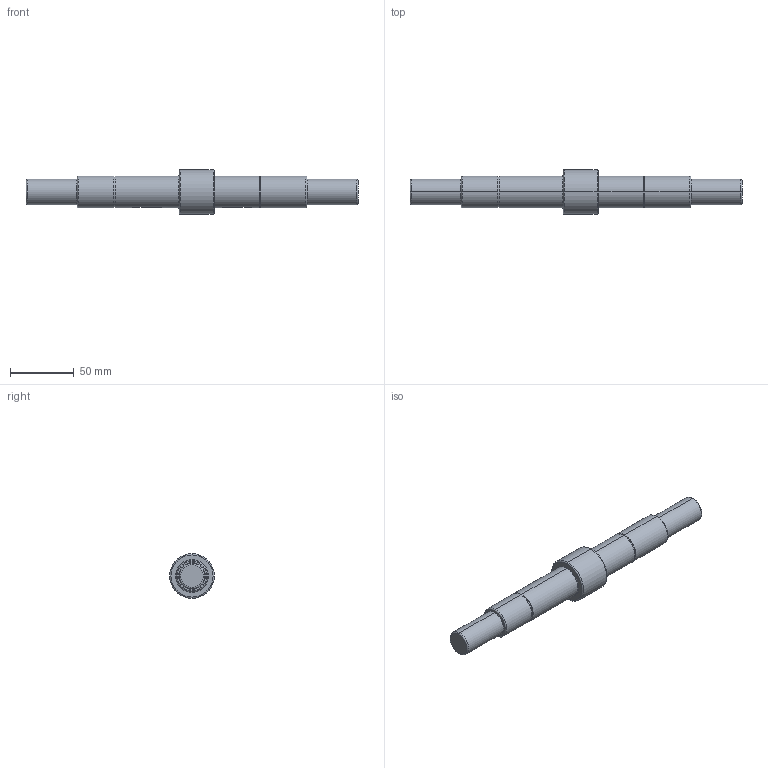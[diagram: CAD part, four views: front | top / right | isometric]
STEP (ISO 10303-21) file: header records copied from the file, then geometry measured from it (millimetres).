
FILE_DESCRIPTION (( 'STEP AP214' ), '1' );
FILE_NAME ('Shaft 2.STEP', '2023-01-24T08:56:36', ( '' ), ( '' ), 'SwSTEP 2.0', 'SolidWorks 2021', '' );
FILE_SCHEMA (( 'AUTOMOTIVE_DESIGN' ));
Length unit declared in the file: millimetre
Products named in the file (1): Shaft 2
Bounding box: 260 x 35 x 35 mm (x, y, z)
Volume: 124955.2 mm3; surface area: 22210.4 mm2
Topology: 1 solids, 1 shells, 60 faces, 128 edges, 78 vertices
Faces by surface type: cylinder 24, torus 20, plane 16
Entity records: 1792 total; most frequent: CARTESIAN_POINT 403, DIRECTION 324, ORIENTED_EDGE 256, AXIS2_PLACEMENT_3D 143, EDGE_CURVE 128, CIRCLE 82, VERTEX_POINT 78, EDGE_LOOP 68
